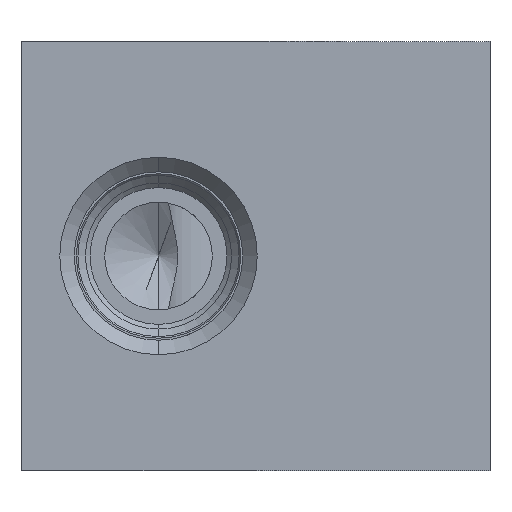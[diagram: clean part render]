
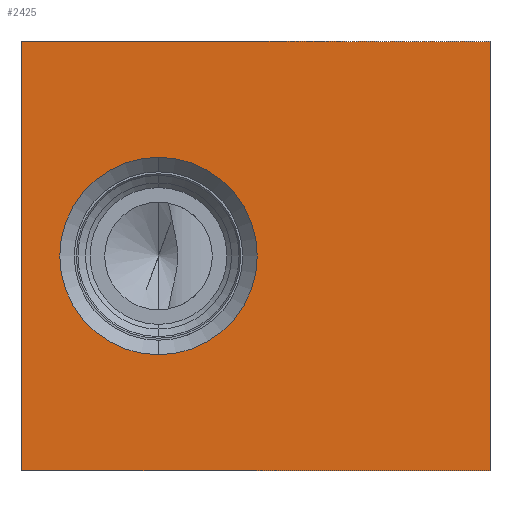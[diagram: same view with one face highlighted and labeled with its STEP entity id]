
A CAD part, front view. The second image highlights one B-rep face of the part: STEP entity #2425.
In plain terms, the highlighted planar face has unit normal (0, -1, 0).
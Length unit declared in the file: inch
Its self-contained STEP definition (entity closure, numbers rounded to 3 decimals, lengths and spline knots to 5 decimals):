
#5=DIRECTION('',(1.,0.,0.));
#6=VECTOR('',#5,3.);
#7=CARTESIAN_POINT('',(0.,-4.,0.));
#8=LINE('',#7,#6);
#75=DIRECTION('',(0.,0.,1.));
#76=VECTOR('',#75,2.75);
#77=CARTESIAN_POINT('',(3.,-4.,0.));
#78=LINE('',#77,#76);
#99=DIRECTION('',(0.,0.,1.));
#100=VECTOR('',#99,2.75);
#101=CARTESIAN_POINT('',(0.,-4.,0.));
#102=LINE('',#101,#100);
#103=CARTESIAN_POINT('',(0.875,-4.,1.375));
#104=DIRECTION('',(0.,1.,0.));
#105=DIRECTION('',(0.,0.,-1.));
#106=AXIS2_PLACEMENT_3D('',#103,#104,#105);
#108=CARTESIAN_POINT('',(0.875,-4.,1.375));
#109=DIRECTION('',(0.,1.,0.));
#110=DIRECTION('',(0.,0.,1.));
#111=AXIS2_PLACEMENT_3D('',#108,#109,#110);
#125=DIRECTION('',(1.,0.,0.));
#126=VECTOR('',#125,3.);
#127=CARTESIAN_POINT('',(0.,-4.,2.75));
#128=LINE('',#127,#126);
#2017=CARTESIAN_POINT('',(0.,-4.,0.));
#2019=VERTEX_POINT('',#2017);
#2020=CARTESIAN_POINT('',(3.,-4.,0.));
#2021=VERTEX_POINT('',#2020);
#2025=CARTESIAN_POINT('',(0.,-4.,2.75));
#2027=VERTEX_POINT('',#2025);
#2028=CARTESIAN_POINT('',(3.,-4.,2.75));
#2029=VERTEX_POINT('',#2028);
#2206=CARTESIAN_POINT('',(0.875,-4.,2.008));
#2207=VERTEX_POINT('',#2206);
#2208=CARTESIAN_POINT('',(0.875,-4.,0.742));
#2209=VERTEX_POINT('',#2208);
#2407=CARTESIAN_POINT('',(0.,-4.,0.));
#2408=DIRECTION('',(0.,-1.,0.));
#2409=DIRECTION('',(1.,0.,0.));
#2410=AXIS2_PLACEMENT_3D('',#2407,#2408,#2409);
#2411=PLANE('',#2410);
#2412=ORIENTED_EDGE('',*,*,#2313,.F.);
#2413=ORIENTED_EDGE('',*,*,#2344,.T.);
#2415=ORIENTED_EDGE('',*,*,#2414,.T.);
#2416=ORIENTED_EDGE('',*,*,#2387,.F.);
#2417=EDGE_LOOP('',(#2412,#2413,#2415,#2416));
#2418=FACE_OUTER_BOUND('',#2417,.F.);
#2420=ORIENTED_EDGE('',*,*,#2419,.F.);
#2422=ORIENTED_EDGE('',*,*,#2421,.F.);
#2423=EDGE_LOOP('',(#2420,#2422));
#2424=FACE_BOUND('',#2423,.F.);
#2425=ADVANCED_FACE('',(#2418,#2424),#2411,.T.);
#107=CIRCLE('',#106,0.633);
#112=CIRCLE('',#111,0.633);
#2313=EDGE_CURVE('',#2019,#2021,#8,.T.);
#2344=EDGE_CURVE('',#2019,#2027,#102,.T.);
#2387=EDGE_CURVE('',#2021,#2029,#78,.T.);
#2414=EDGE_CURVE('',#2027,#2029,#128,.T.);
#2419=EDGE_CURVE('',#2209,#2207,#107,.T.);
#2421=EDGE_CURVE('',#2207,#2209,#112,.T.);
